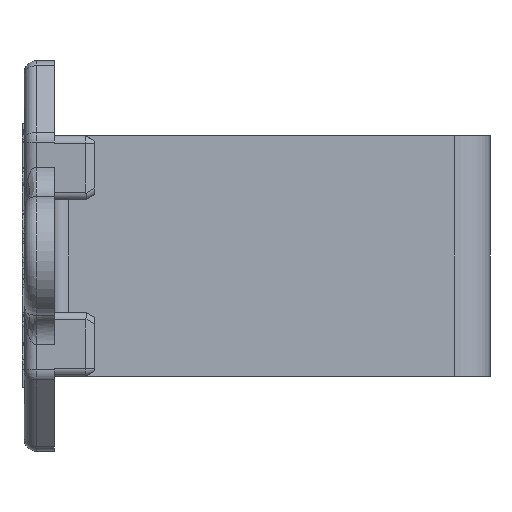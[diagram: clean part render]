
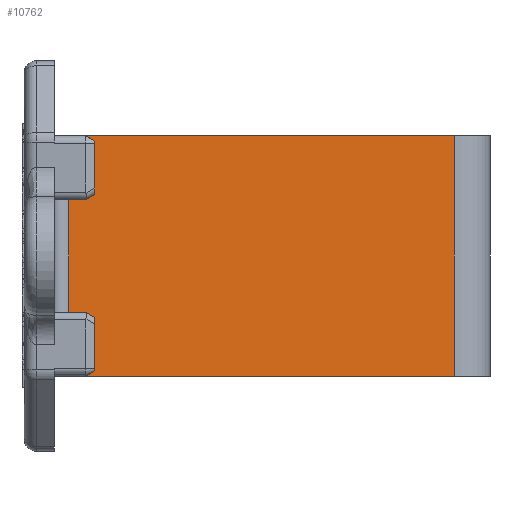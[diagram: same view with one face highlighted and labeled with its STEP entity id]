
A CAD part, left-side view. The second image highlights one B-rep face of the part: STEP entity #10762.
In plain terms, the highlighted planar face has unit normal (-0.999, -0.052, 0).
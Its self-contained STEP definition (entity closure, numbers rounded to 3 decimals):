
#3025=ORIENTED_EDGE('',*,*,#4999,.T.);
#3026=ORIENTED_EDGE('',*,*,#5015,.T.);
#3027=ORIENTED_EDGE('',*,*,#5016,.T.);
#3028=ORIENTED_EDGE('',*,*,#5017,.F.);
#4999=EDGE_CURVE('',#6035,#6034,#7271,.T.);
#5015=EDGE_CURVE('',#6034,#6043,#7281,.T.);
#5016=EDGE_CURVE('',#6043,#6044,#7282,.T.);
#5017=EDGE_CURVE('',#6035,#6044,#7283,.T.);
#6034=VERTEX_POINT('',#18791);
#6035=VERTEX_POINT('',#18793);
#6043=VERTEX_POINT('',#18821);
#6044=VERTEX_POINT('',#18825);
#7271=LINE('',#18792,#8510);
#7281=LINE('',#18822,#8520);
#7282=LINE('',#18824,#8521);
#7283=LINE('',#18826,#8522);
#8510=VECTOR('',#13812,1000.);
#8520=VECTOR('',#13844,1000.);
#8521=VECTOR('',#13847,1000.);
#8522=VECTOR('',#13848,1000.);
#9104=EDGE_LOOP('',(#3025,#3026,#3027,#3028));
#9726=FACE_BOUND('',#9104,.T.);
#10203=PLANE('',#11392);
#10762=ADVANCED_FACE('',(#9726),#10203,.T.);
#11392=AXIS2_PLACEMENT_3D('',#18823,#13845,#13846);
#13812=DIRECTION('',(0.,0.,-1.));
#13844=DIRECTION('',(0.052,-0.999,0.));
#13845=DIRECTION('',(-0.999,-0.052,0.));
#13846=DIRECTION('',(0.,0.,-1.));
#13847=DIRECTION('',(0.,0.,1.));
#13848=DIRECTION('',(0.052,-0.999,0.));
#18791=CARTESIAN_POINT('',(3.136,18.729,-8.));
#18792=CARTESIAN_POINT('',(3.136,18.729,13.));
#18793=CARTESIAN_POINT('',(3.136,18.729,8.));
#18821=CARTESIAN_POINT('',(4.482,-6.956,-8.));
#18822=CARTESIAN_POINT('',(4.456,-6.456,-8.));
#18823=CARTESIAN_POINT('',(4.456,-6.456,-8.));
#18824=CARTESIAN_POINT('',(4.482,-6.956,-8.));
#18825=CARTESIAN_POINT('',(4.482,-6.956,8.));
#18826=CARTESIAN_POINT('',(4.587,-8.952,8.));
